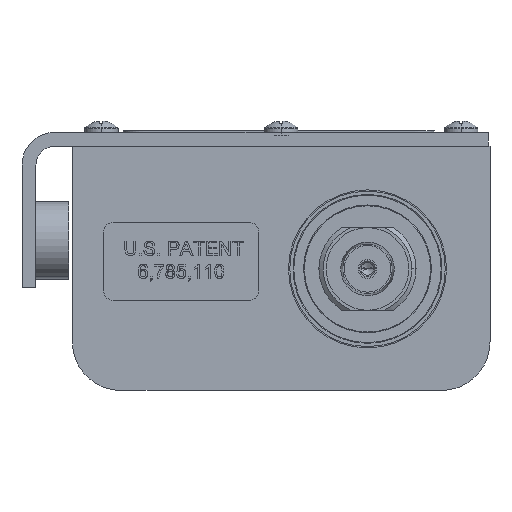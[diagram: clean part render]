
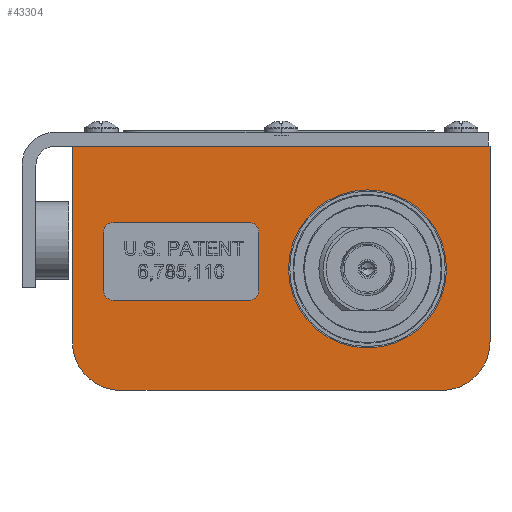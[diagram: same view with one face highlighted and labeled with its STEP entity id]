
A CAD part, left-side view. The second image highlights one B-rep face of the part: STEP entity #43304.
In plain terms, the highlighted face is planar.
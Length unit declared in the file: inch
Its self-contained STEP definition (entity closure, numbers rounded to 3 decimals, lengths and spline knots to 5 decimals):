
#4616 = DIRECTION ( 'NONE',  ( -1., 0., 0. ) ) ;
#6376 = VERTEX_POINT ( 'NONE', #7497 ) ;
#7497 = CARTESIAN_POINT ( 'NONE',  ( 0.834, 0.462, -0.341 ) ) ;
#9609 = VERTEX_POINT ( 'NONE', #50482 ) ;
#9696 = AXIS2_PLACEMENT_3D ( 'NONE', #62382, #62950, #46000 ) ;
#10486 = DIRECTION ( 'NONE',  ( 0., 1., 0. ) ) ;
#12013 = DIRECTION ( 'NONE',  ( 0., 0., -1. ) ) ;
#13053 = FACE_OUTER_BOUND ( 'NONE', #37003, .T. ) ;
#13538 = CIRCLE ( 'NONE', #29743, 0.3125 ) ;
#13586 = ORIENTED_EDGE ( 'NONE', *, *, #45562, .F. ) ;
#14276 = VERTEX_POINT ( 'NONE', #87202 ) ;
#16333 = CARTESIAN_POINT ( 'NONE',  ( 0.834, -1.1235, -0.3025 ) ) ;
#18609 = VECTOR ( 'NONE', #107749, 39.37008 ) ;
#22084 = DIRECTION ( 'NONE',  ( 0., 0., 1. ) ) ;
#22370 = EDGE_CURVE ( 'NONE', #32432, #9609, #105286, .T. ) ;
#23185 = VECTOR ( 'NONE', #28530, 39.37008 ) ;
#23900 = VECTOR ( 'NONE', #12013, 39.37008 ) ;
#25222 = ORIENTED_EDGE ( 'NONE', *, *, #22370, .F. ) ;
#26847 = CARTESIAN_POINT ( 'NONE',  ( 0.834, 1.25, 0.955 ) ) ;
#28309 = EDGE_CURVE ( 'NONE', #6376, #107815, #86559, .T. ) ;
#28530 = DIRECTION ( 'NONE',  ( 0., 1., 0. ) ) ;
#29534 = LINE ( 'NONE', #99484, #23900 ) ;
#29743 = AXIS2_PLACEMENT_3D ( 'NONE', #48879, #40406, #82187 ) ;
#31634 = DIRECTION ( 'NONE',  ( 0., 0., 1. ) ) ;
#31721 = EDGE_CURVE ( 'NONE', #9609, #39206, #73332, .T. ) ;
#32432 = VERTEX_POINT ( 'NONE', #40342 ) ;
#35511 = CARTESIAN_POINT ( 'NONE',  ( 0.834, 0.462, 0.167 ) ) ;
#36898 = VERTEX_POINT ( 'NONE', #72891 ) ;
#37003 = EDGE_LOOP ( 'NONE', ( #96489, #79049, #86007, #25222, #99768, #47150 ) ) ;
#38575 = CIRCLE ( 'NONE', #9696, 0.508 ) ;
#39206 = VERTEX_POINT ( 'NONE', #60033 ) ;
#40342 = CARTESIAN_POINT ( 'NONE',  ( 0.834, -1.436, 0.955 ) ) ;
#40406 = DIRECTION ( 'NONE',  ( 1., 0., 0. ) ) ;
#42839 = AXIS2_PLACEMENT_3D ( 'NONE', #16333, #92609, #31634 ) ;
#43304 = ADVANCED_FACE ( 'NONE', ( #47550, #13053 ), #81940, .F. ) ;
#43325 = AXIS2_PLACEMENT_3D ( 'NONE', #35511, #53564, #97024 ) ;
#45562 = EDGE_CURVE ( 'NONE', #107815, #6376, #38575, .T. ) ;
#46000 = DIRECTION ( 'NONE',  ( 0., 0., -1. ) ) ;
#47150 = ORIENTED_EDGE ( 'NONE', *, *, #71469, .T. ) ;
#47550 = FACE_BOUND ( 'NONE', #107793, .T. ) ;
#48879 = CARTESIAN_POINT ( 'NONE',  ( 0.834, 0.9375, -0.3025 ) ) ;
#50482 = CARTESIAN_POINT ( 'NONE',  ( 0.834, 1.25, 0.955 ) ) ;
#53564 = DIRECTION ( 'NONE',  ( 1., 0., 0. ) ) ;
#60033 = CARTESIAN_POINT ( 'NONE',  ( 0.834, 1.25, -0.3025 ) ) ;
#61223 = VECTOR ( 'NONE', #10486, 39.37008 ) ;
#62382 = CARTESIAN_POINT ( 'NONE',  ( 0.834, 0.462, 0.167 ) ) ;
#62950 = DIRECTION ( 'NONE',  ( 1., 0., 0. ) ) ;
#65872 = CARTESIAN_POINT ( 'NONE',  ( 0.834, 0.462, 0.675 ) ) ;
#68396 = VERTEX_POINT ( 'NONE', #93435 ) ;
#69200 = CARTESIAN_POINT ( 'NONE',  ( 0.834, 1.25, -0.615 ) ) ;
#71469 = EDGE_CURVE ( 'NONE', #68396, #36898, #86081, .T. ) ;
#72891 = CARTESIAN_POINT ( 'NONE',  ( 0.834, -1.1235, -0.615 ) ) ;
#73332 = LINE ( 'NONE', #82378, #18609 ) ;
#74497 = EDGE_CURVE ( 'NONE', #36898, #14276, #78772, .T. ) ;
#78772 = LINE ( 'NONE', #69200, #61223 ) ;
#79049 = ORIENTED_EDGE ( 'NONE', *, *, #106160, .T. ) ;
#81085 = EDGE_CURVE ( 'NONE', #32432, #68396, #29534, .T. ) ;
#81940 = PLANE ( 'NONE',  #105041 ) ;
#82187 = DIRECTION ( 'NONE',  ( 0., 0., 1. ) ) ;
#82378 = CARTESIAN_POINT ( 'NONE',  ( 0.834, 1.25, 0.955 ) ) ;
#86007 = ORIENTED_EDGE ( 'NONE', *, *, #31721, .F. ) ;
#86081 = CIRCLE ( 'NONE', #42839, 0.3125 ) ;
#86559 = CIRCLE ( 'NONE', #43325, 0.508 ) ;
#87202 = CARTESIAN_POINT ( 'NONE',  ( 0.834, 0.9375, -0.615 ) ) ;
#92609 = DIRECTION ( 'NONE',  ( 1., 0., 0. ) ) ;
#93435 = CARTESIAN_POINT ( 'NONE',  ( 0.834, -1.436, -0.3025 ) ) ;
#96489 = ORIENTED_EDGE ( 'NONE', *, *, #74497, .T. ) ;
#97024 = DIRECTION ( 'NONE',  ( 0., 0., -1. ) ) ;
#99484 = CARTESIAN_POINT ( 'NONE',  ( 0.834, -1.436, 0.955 ) ) ;
#99768 = ORIENTED_EDGE ( 'NONE', *, *, #81085, .T. ) ;
#105041 = AXIS2_PLACEMENT_3D ( 'NONE', #108977, #4616, #22084 ) ;
#105286 = LINE ( 'NONE', #26847, #23185 ) ;
#106160 = EDGE_CURVE ( 'NONE', #14276, #39206, #13538, .T. ) ;
#107516 = ORIENTED_EDGE ( 'NONE', *, *, #28309, .F. ) ;
#107749 = DIRECTION ( 'NONE',  ( 0., 0., -1. ) ) ;
#107793 = EDGE_LOOP ( 'NONE', ( #107516, #13586 ) ) ;
#107815 = VERTEX_POINT ( 'NONE', #65872 ) ;
#108977 = CARTESIAN_POINT ( 'NONE',  ( 0.834, 1.25, 0.955 ) ) ;
